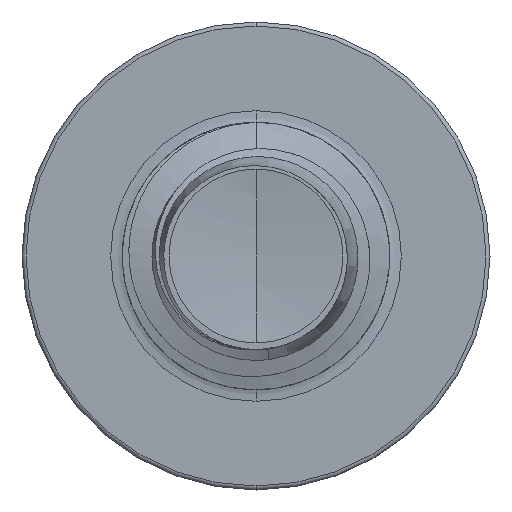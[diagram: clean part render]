
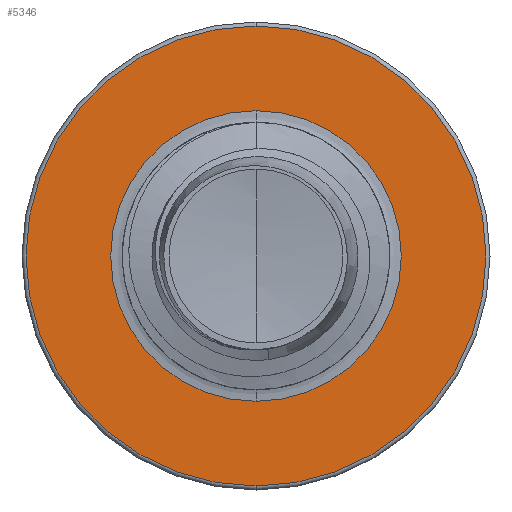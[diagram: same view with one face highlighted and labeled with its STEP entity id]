
A CAD part, front view. The second image highlights one B-rep face of the part: STEP entity #5346.
In plain terms, the highlighted planar face has unit normal (0, -1, 0).
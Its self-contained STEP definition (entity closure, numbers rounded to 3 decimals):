
#527 = CARTESIAN_POINT ( 'NONE',  ( 0., 10., 3.44 ) ) ;
#692 = ORIENTED_EDGE ( 'NONE', *, *, #3894, .F. ) ;
#1444 = VERTEX_POINT ( 'NONE', #527 ) ;
#1819 = AXIS2_PLACEMENT_3D ( 'NONE', #6787, #18543, #8685 ) ;
#1938 = DIRECTION ( 'NONE',  ( 0., 0., 1. ) ) ;
#1942 = DIRECTION ( 'NONE',  ( 0., 1., 0. ) ) ;
#2059 = PLANE ( 'NONE',  #16976 ) ;
#3195 = ORIENTED_EDGE ( 'NONE', *, *, #3849, .T. ) ;
#3539 = EDGE_LOOP ( 'NONE', ( #13375, #692 ) ) ;
#3849 = EDGE_CURVE ( 'NONE', #4285, #4438, #22411, .T. ) ;
#3894 = EDGE_CURVE ( 'NONE', #9785, #1444, #13949, .T. ) ;
#4147 = CIRCLE ( 'NONE', #1819, 3.44 ) ;
#4149 = CARTESIAN_POINT ( 'NONE',  ( 0., 10., 0. ) ) ;
#4285 = VERTEX_POINT ( 'NONE', #6043 ) ;
#4438 = VERTEX_POINT ( 'NONE', #4902 ) ;
#4467 = ORIENTED_EDGE ( 'NONE', *, *, #19049, .T. ) ;
#4902 = CARTESIAN_POINT ( 'NONE',  ( 0., 10., -2.174 ) ) ;
#5136 = CARTESIAN_POINT ( 'NONE',  ( 0., 10., -2.174 ) ) ;
#5346 = ADVANCED_FACE ( 'NONE', ( #22653, #22131 ), #2059, .F. ) ;
#6043 = CARTESIAN_POINT ( 'NONE',  ( 0., 10., 2.174 ) ) ;
#6062 = DIRECTION ( 'NONE',  ( 0., 0., 1. ) ) ;
#6787 = CARTESIAN_POINT ( 'NONE',  ( 0., 10., 0. ) ) ;
#7256 = DIRECTION ( 'NONE',  ( 0., 0., 1. ) ) ;
#7294 = DIRECTION ( 'NONE',  ( 0., 1., 0. ) ) ;
#7316 = CARTESIAN_POINT ( 'NONE',  ( 0., 10., 0. ) ) ;
#7377 = DIRECTION ( 'NONE',  ( 0., 0., 1. ) ) ;
#7404 = DIRECTION ( 'NONE',  ( 0., 1., 0. ) ) ;
#7413 = CARTESIAN_POINT ( 'NONE',  ( 0., 10., 0. ) ) ;
#8685 = DIRECTION ( 'NONE',  ( 0., 0., 1. ) ) ;
#9719 = AXIS2_PLACEMENT_3D ( 'NONE', #4149, #16375, #6062 ) ;
#9785 = VERTEX_POINT ( 'NONE', #14997 ) ;
#10372 = EDGE_CURVE ( 'NONE', #1444, #9785, #4147, .T. ) ;
#11626 = CIRCLE ( 'NONE', #9719, 2.174 ) ;
#13375 = ORIENTED_EDGE ( 'NONE', *, *, #10372, .F. ) ;
#13895 = EDGE_LOOP ( 'NONE', ( #3195, #4467 ) ) ;
#13949 = CIRCLE ( 'NONE', #21997, 3.44 ) ;
#14595 = AXIS2_PLACEMENT_3D ( 'NONE', #7413, #7404, #7377 ) ;
#14997 = CARTESIAN_POINT ( 'NONE',  ( 0., 10., -3.44 ) ) ;
#16375 = DIRECTION ( 'NONE',  ( 0., 1., 0. ) ) ;
#16976 = AXIS2_PLACEMENT_3D ( 'NONE', #5136, #1942, #1938 ) ;
#18543 = DIRECTION ( 'NONE',  ( 0., 1., 0. ) ) ;
#19049 = EDGE_CURVE ( 'NONE', #4438, #4285, #11626, .T. ) ;
#21997 = AXIS2_PLACEMENT_3D ( 'NONE', #7316, #7294, #7256 ) ;
#22131 = FACE_BOUND ( 'NONE', #13895, .T. ) ;
#22411 = CIRCLE ( 'NONE', #14595, 2.174 ) ;
#22653 = FACE_OUTER_BOUND ( 'NONE', #3539, .T. ) ;
